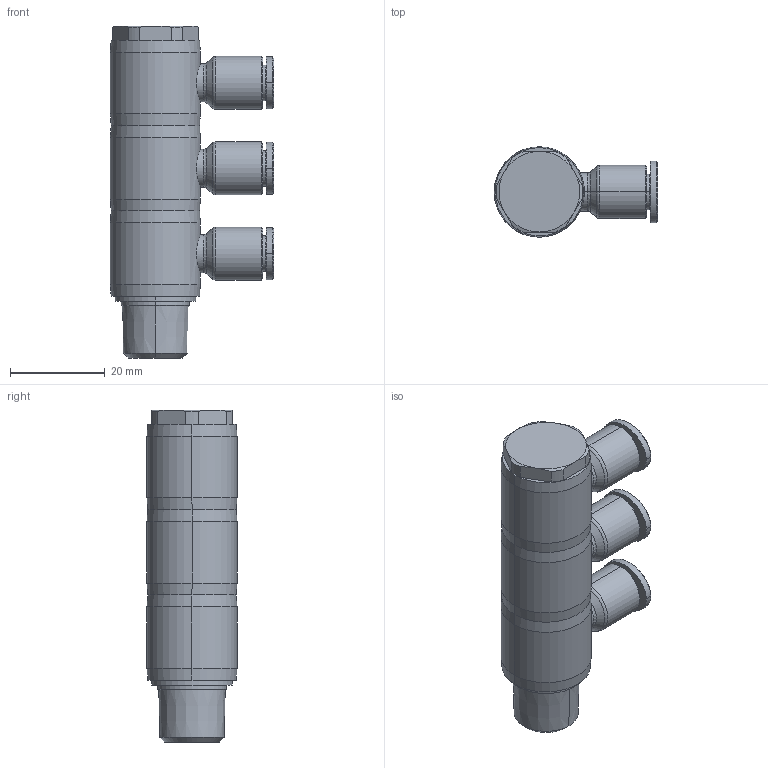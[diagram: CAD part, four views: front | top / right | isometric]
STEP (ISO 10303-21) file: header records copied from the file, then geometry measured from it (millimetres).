
FILE_DESCRIPTION((''),'2;1');
FILE_NAME('GPH_0602(3)(3D).stp','2012-12-20T16:26:14',(''),(''),'Mechanical Desktop.R8.0.24.0','Mechanical Desktop.R8.0.24.0',', , ');
FILE_SCHEMA(('CONFIG_CONTROL_DESIGN'));
Length unit declared in the file: millimetre
Products named in the file (2): GPH_0602(3)(3D); 睡ヶ1
Assembly tree (1 placements, depth 2):
  GPH_0602(3)(3D)
    睡ヶ1
Bounding box: 34.45 x 19 x 70 mm (x, y, z)
Volume: 17488.1 mm3; surface area: 9161.4 mm2
Topology: 1 solids, 1 shells, 739 faces, 2007 edges, 1312 vertices
Faces by surface type: plane 516, bspline 96, cylinder 75, cone 46, torus 6
Entity records: 25899 total; most frequent: CARTESIAN_POINT 7301, ORIENTED_EDGE 4010, DIRECTION 3610, EDGE_CURVE 2005, VECTOR 1600, LINE 1600, VERTEX_POINT 1312, AXIS2_PLACEMENT_3D 1005
